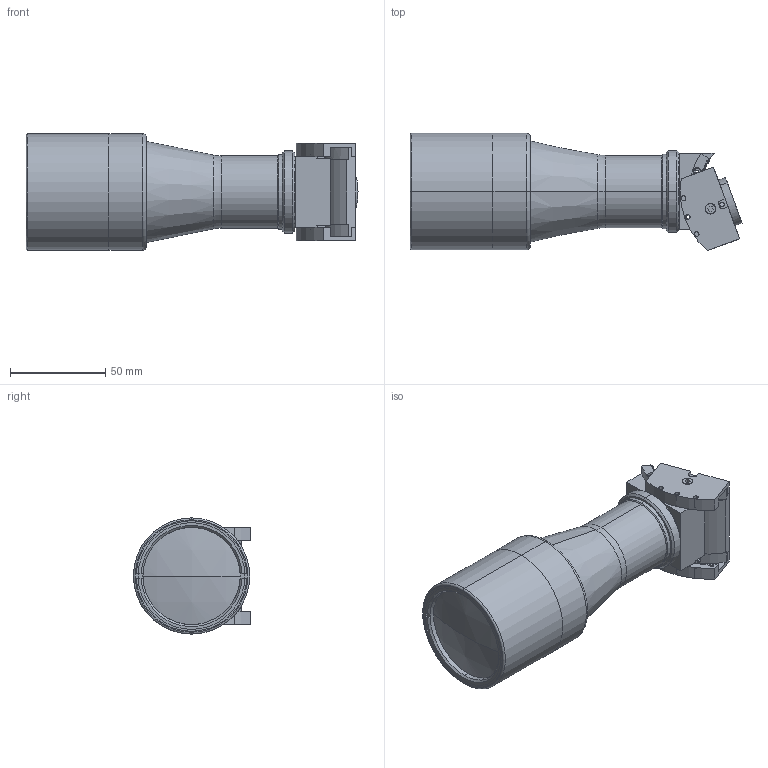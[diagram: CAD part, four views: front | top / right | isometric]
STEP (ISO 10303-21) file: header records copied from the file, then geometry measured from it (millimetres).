
FILE_DESCRIPTION (( 'STEP AP214' ), '1' );
FILE_NAME ('TCSM036.STEP', '2011-04-04T12:33:05', ( '--' ), ( '' ), 'SwSTEP 2.0', 'SolidWorks 2011', '' );
FILE_SCHEMA (( 'AUTOMOTIVE_DESIGN' ));
Length unit declared in the file: millimetre
Products named in the file (1): TCSM036
Bounding box: 174.06 x 61.46 x 61 mm (x, y, z)
Surface area: 50758.3 mm2 (no closed solid volume)
Topology: 0 solids, 22 shells, 289 faces, 997 edges, 724 vertices
Faces by surface type: cylinder 135, plane 112, cone 22, torus 10, bspline 8, sphere 2
Entity records: 15108 total; most frequent: CARTESIAN_POINT 3154, DIRECTION 1929, ORIENTED_EDGE 1603, EDGE_CURVE 997, AXIS2_PLACEMENT_3D 728, VERTEX_POINT 724, LINE 473, VECTOR 473
